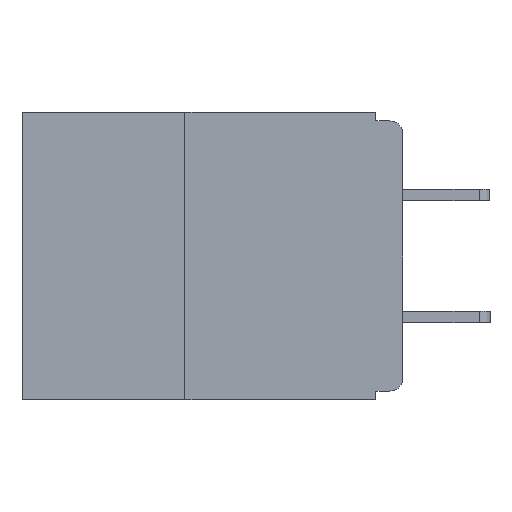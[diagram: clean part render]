
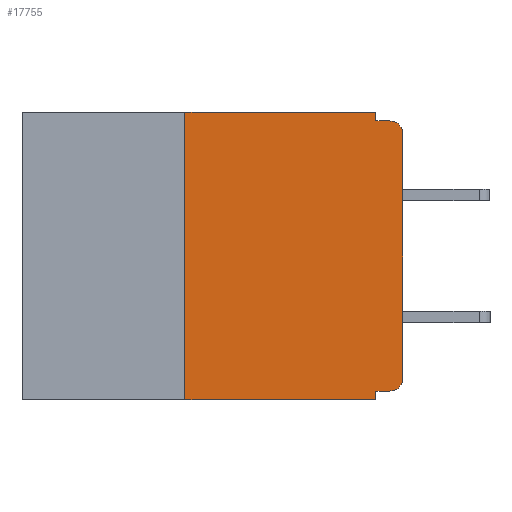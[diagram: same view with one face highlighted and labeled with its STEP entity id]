
A CAD part, left-side view. The second image highlights one B-rep face of the part: STEP entity #17755.
In plain terms, the highlighted planar face has unit normal (-1, 0, 0).
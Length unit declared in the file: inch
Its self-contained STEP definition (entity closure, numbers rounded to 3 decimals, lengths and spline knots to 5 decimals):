
#427 = EDGE_CURVE ( 'NONE', #4895, #15713, #16991, .T. ) ;
#429 = EDGE_CURVE ( 'NONE', #15713, #19928, #16471, .T. ) ;
#738 = VECTOR ( 'NONE', #1067, 39.37008 ) ;
#802 = VERTEX_POINT ( 'NONE', #14614 ) ;
#840 = ORIENTED_EDGE ( 'NONE', *, *, #21556, .F. ) ;
#1067 = DIRECTION ( 'NONE',  ( 0., -1., 0. ) ) ;
#1106 = EDGE_LOOP ( 'NONE', ( #11740, #20965, #11760, #19401, #9030, #840, #15001, #14739, #16838, #13415 ) ) ;
#1229 = CARTESIAN_POINT ( 'NONE',  ( 0., 0.437, -0.33 ) ) ;
#1510 = CARTESIAN_POINT ( 'NONE',  ( 0., 0.031, -0.01 ) ) ;
#2217 = DIRECTION ( 'NONE',  ( 0., 0., -1. ) ) ;
#2358 = CIRCLE ( 'NONE', #21377, 0.015 ) ;
#2456 = CARTESIAN_POINT ( 'NONE',  ( 0., 0., -0.305 ) ) ;
#2707 = VECTOR ( 'NONE', #17619, 39.37008 ) ;
#3735 = VERTEX_POINT ( 'NONE', #4606 ) ;
#3921 = AXIS2_PLACEMENT_3D ( 'NONE', #4024, #5780, #17772 ) ;
#4024 = CARTESIAN_POINT ( 'NONE',  ( 0., 0.437, 0. ) ) ;
#4500 = LINE ( 'NONE', #6670, #22074 ) ;
#4606 = CARTESIAN_POINT ( 'NONE',  ( 0., 0.031, -0.33 ) ) ;
#4799 = DIRECTION ( 'NONE',  ( 0., 1., 0. ) ) ;
#4895 = VERTEX_POINT ( 'NONE', #19691 ) ;
#5213 = VERTEX_POINT ( 'NONE', #22037 ) ;
#5456 = EDGE_CURVE ( 'NONE', #5213, #17175, #21019, .T. ) ;
#5780 = DIRECTION ( 'NONE',  ( 1., 0., 0. ) ) ;
#5999 = DIRECTION ( 'NONE',  ( -1., 0., 0. ) ) ;
#6076 = CARTESIAN_POINT ( 'NONE',  ( 0., 0.015, -0.305 ) ) ;
#6196 = DIRECTION ( 'NONE',  ( 0., 0., -1. ) ) ;
#6670 = CARTESIAN_POINT ( 'NONE',  ( 0., 0., 0. ) ) ;
#7462 = CARTESIAN_POINT ( 'NONE',  ( 0., 0.031, 0. ) ) ;
#7826 = DIRECTION ( 'NONE',  ( 0., 0., -1. ) ) ;
#7911 = VERTEX_POINT ( 'NONE', #18081 ) ;
#8294 = VECTOR ( 'NONE', #2217, 39.37008 ) ;
#8612 = LINE ( 'NONE', #1229, #17172 ) ;
#8649 = CARTESIAN_POINT ( 'NONE',  ( 0., 0.25, -0.33 ) ) ;
#9030 = ORIENTED_EDGE ( 'NONE', *, *, #14327, .F. ) ;
#9090 = EDGE_CURVE ( 'NONE', #802, #19928, #2358, .T. ) ;
#9492 = LINE ( 'NONE', #11612, #738 ) ;
#9923 = AXIS2_PLACEMENT_3D ( 'NONE', #6076, #18046, #7826 ) ;
#10563 = EDGE_CURVE ( 'NONE', #17175, #802, #4500, .T. ) ;
#11612 = CARTESIAN_POINT ( 'NONE',  ( 0., 0.437, 0. ) ) ;
#11740 = ORIENTED_EDGE ( 'NONE', *, *, #10563, .T. ) ;
#11760 = ORIENTED_EDGE ( 'NONE', *, *, #429, .F. ) ;
#11769 = DIRECTION ( 'NONE',  ( 0., -1., 0. ) ) ;
#11965 = VECTOR ( 'NONE', #6196, 39.37008 ) ;
#12095 = LINE ( 'NONE', #15181, #13180 ) ;
#12358 = CARTESIAN_POINT ( 'NONE',  ( 0., 0.031, -0.32 ) ) ;
#12564 = VERTEX_POINT ( 'NONE', #12358 ) ;
#12601 = VERTEX_POINT ( 'NONE', #20092 ) ;
#12649 = CARTESIAN_POINT ( 'NONE',  ( 0., 0.031, -0.33 ) ) ;
#13180 = VECTOR ( 'NONE', #4799, 39.37008 ) ;
#13415 = ORIENTED_EDGE ( 'NONE', *, *, #5456, .T. ) ;
#13630 = DIRECTION ( 'NONE',  ( 0., 0., 1. ) ) ;
#13661 = CARTESIAN_POINT ( 'NONE',  ( 0., 0., -0.01 ) ) ;
#13781 = CARTESIAN_POINT ( 'NONE',  ( 0., 0.015, -0.01 ) ) ;
#14327 = EDGE_CURVE ( 'NONE', #12601, #4895, #9492, .T. ) ;
#14402 = PLANE ( 'NONE',  #3921 ) ;
#14614 = CARTESIAN_POINT ( 'NONE',  ( 0., 0., -0.025 ) ) ;
#14638 = FACE_OUTER_BOUND ( 'NONE', #1106, .T. ) ;
#14739 = ORIENTED_EDGE ( 'NONE', *, *, #17099, .F. ) ;
#15001 = ORIENTED_EDGE ( 'NONE', *, *, #19352, .T. ) ;
#15181 = CARTESIAN_POINT ( 'NONE',  ( 0., 0., -0.32 ) ) ;
#15713 = VERTEX_POINT ( 'NONE', #1510 ) ;
#15813 = VECTOR ( 'NONE', #18854, 39.37008 ) ;
#16310 = CARTESIAN_POINT ( 'NONE',  ( 0., 0.015, -0.025 ) ) ;
#16339 = LINE ( 'NONE', #8649, #15813 ) ;
#16471 = LINE ( 'NONE', #13661, #2707 ) ;
#16838 = ORIENTED_EDGE ( 'NONE', *, *, #17389, .F. ) ;
#16991 = LINE ( 'NONE', #7462, #11965 ) ;
#17099 = EDGE_CURVE ( 'NONE', #12564, #3735, #17394, .T. ) ;
#17172 = VECTOR ( 'NONE', #11769, 39.37008 ) ;
#17175 = VERTEX_POINT ( 'NONE', #2456 ) ;
#17389 = EDGE_CURVE ( 'NONE', #5213, #12564, #12095, .T. ) ;
#17394 = LINE ( 'NONE', #12649, #8294 ) ;
#17619 = DIRECTION ( 'NONE',  ( 0., -1., 0. ) ) ;
#17755 = ADVANCED_FACE ( 'NONE', ( #14638 ), #14402, .F. ) ;
#17772 = DIRECTION ( 'NONE',  ( 0., 0., -1. ) ) ;
#17964 = DIRECTION ( 'NONE',  ( 0., 0., -1. ) ) ;
#18046 = DIRECTION ( 'NONE',  ( -1., 0., 0. ) ) ;
#18081 = CARTESIAN_POINT ( 'NONE',  ( 0., 0.25, -0.33 ) ) ;
#18854 = DIRECTION ( 'NONE',  ( 0., 0., 1. ) ) ;
#19352 = EDGE_CURVE ( 'NONE', #7911, #3735, #8612, .T. ) ;
#19401 = ORIENTED_EDGE ( 'NONE', *, *, #427, .F. ) ;
#19691 = CARTESIAN_POINT ( 'NONE',  ( 0., 0.031, 0. ) ) ;
#19928 = VERTEX_POINT ( 'NONE', #13781 ) ;
#20092 = CARTESIAN_POINT ( 'NONE',  ( 0., 0.25, 0. ) ) ;
#20965 = ORIENTED_EDGE ( 'NONE', *, *, #9090, .T. ) ;
#21019 = CIRCLE ( 'NONE', #9923, 0.015 ) ;
#21377 = AXIS2_PLACEMENT_3D ( 'NONE', #16310, #5999, #17964 ) ;
#21556 = EDGE_CURVE ( 'NONE', #7911, #12601, #16339, .T. ) ;
#22037 = CARTESIAN_POINT ( 'NONE',  ( 0., 0.015, -0.32 ) ) ;
#22074 = VECTOR ( 'NONE', #13630, 39.37008 ) ;
